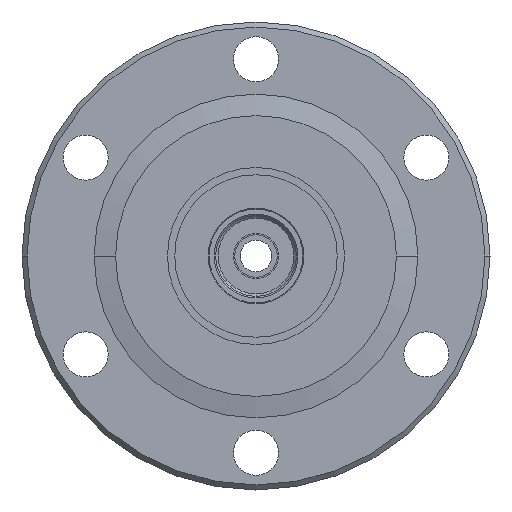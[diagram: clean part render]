
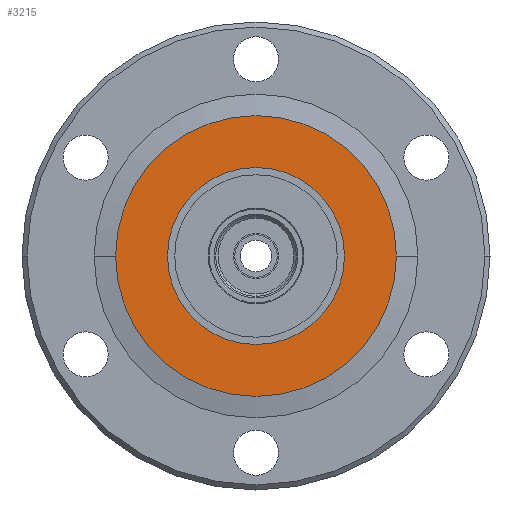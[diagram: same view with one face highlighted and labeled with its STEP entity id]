
A CAD part, front view. The second image highlights one B-rep face of the part: STEP entity #3215.
In plain terms, the highlighted planar face has unit normal (0, -1, 0).
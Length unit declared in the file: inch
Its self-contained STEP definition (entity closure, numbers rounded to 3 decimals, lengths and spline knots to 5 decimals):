
#151 = CIRCLE ( 'NONE', #2323, 0.825 ) ;
#192 = CIRCLE ( 'NONE', #2412, 0.52 ) ;
#218 = CIRCLE ( 'NONE', #2378, 0.52 ) ;
#378 = CARTESIAN_POINT ( 'NONE',  ( -0.825, 4.31, 0. ) ) ;
#681 = EDGE_CURVE ( 'NONE', #1552, #1521, #1124, .T. ) ;
#878 = CARTESIAN_POINT ( 'NONE',  ( 0.56, 4.31, 0. ) ) ;
#881 = PLANE ( 'NONE',  #2565 ) ;
#883 = DIRECTION ( 'NONE',  ( 0., 1., 0. ) ) ;
#884 = DIRECTION ( 'NONE',  ( 0., 0., 1. ) ) ;
#989 = CARTESIAN_POINT ( 'NONE',  ( 0.825, 4.31, 0. ) ) ;
#993 = DIRECTION ( 'NONE',  ( 0., 1., 0. ) ) ;
#994 = CARTESIAN_POINT ( 'NONE',  ( 0., 4.31, 0. ) ) ;
#996 = DIRECTION ( 'NONE',  ( 0., 0., 1. ) ) ;
#1040 = EDGE_CURVE ( 'NONE', #1976, #1972, #218, .T. ) ;
#1055 = EDGE_CURVE ( 'NONE', #1972, #1976, #192, .T. ) ;
#1124 = CIRCLE ( 'NONE', #2397, 0.825 ) ;
#1234 = ORIENTED_EDGE ( 'NONE', *, *, #1040, .T. ) ;
#1246 = ORIENTED_EDGE ( 'NONE', *, *, #1055, .T. ) ;
#1266 = ORIENTED_EDGE ( 'NONE', *, *, #2273, .T. ) ;
#1280 = ORIENTED_EDGE ( 'NONE', *, *, #681, .T. ) ;
#1343 = EDGE_LOOP ( 'NONE', ( #1246, #1234 ) ) ;
#1362 = EDGE_LOOP ( 'NONE', ( #1280, #1266 ) ) ;
#1521 = VERTEX_POINT ( 'NONE', #989 ) ;
#1552 = VERTEX_POINT ( 'NONE', #378 ) ;
#1972 = VERTEX_POINT ( 'NONE', #2509 ) ;
#1976 = VERTEX_POINT ( 'NONE', #2507 ) ;
#2273 = EDGE_CURVE ( 'NONE', #1521, #1552, #151, .T. ) ;
#2323 = AXIS2_PLACEMENT_3D ( 'NONE', #2436, #2435, #2433 ) ;
#2378 = AXIS2_PLACEMENT_3D ( 'NONE', #994, #993, #996 ) ;
#2397 = AXIS2_PLACEMENT_3D ( 'NONE', #3072, #3068, #3067 ) ;
#2412 = AXIS2_PLACEMENT_3D ( 'NONE', #2785, #2750, #2744 ) ;
#2433 = DIRECTION ( 'NONE',  ( -1., 0., 0. ) ) ;
#2435 = DIRECTION ( 'NONE',  ( 0., -1., 0. ) ) ;
#2436 = CARTESIAN_POINT ( 'NONE',  ( 0., 4.31, 0. ) ) ;
#2507 = CARTESIAN_POINT ( 'NONE',  ( 0., 4.31, -0.52 ) ) ;
#2509 = CARTESIAN_POINT ( 'NONE',  ( 0., 4.31, 0.52 ) ) ;
#2565 = AXIS2_PLACEMENT_3D ( 'NONE', #878, #883, #884 ) ;
#2744 = DIRECTION ( 'NONE',  ( 0., 0., 1. ) ) ;
#2750 = DIRECTION ( 'NONE',  ( 0., 1., 0. ) ) ;
#2785 = CARTESIAN_POINT ( 'NONE',  ( 0., 4.31, 0. ) ) ;
#2906 = FACE_BOUND ( 'NONE', #1343, .T. ) ;
#2961 = FACE_OUTER_BOUND ( 'NONE', #1362, .T. ) ;
#3067 = DIRECTION ( 'NONE',  ( -1., 0., 0. ) ) ;
#3068 = DIRECTION ( 'NONE',  ( 0., -1., 0. ) ) ;
#3072 = CARTESIAN_POINT ( 'NONE',  ( 0., 4.31, 0. ) ) ;
#3215 = ADVANCED_FACE ( 'NONE', ( #2906, #2961 ), #881, .F. ) ;
